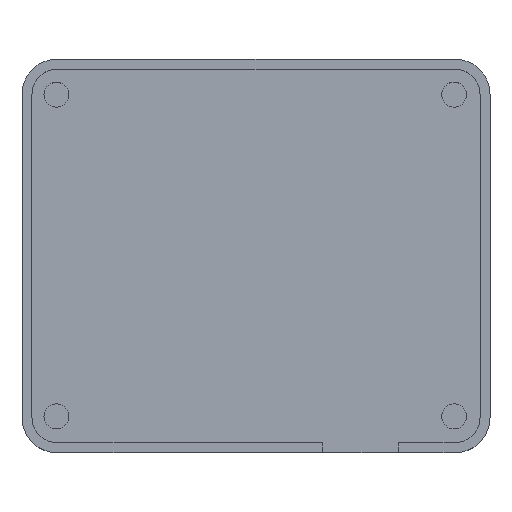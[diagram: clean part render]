
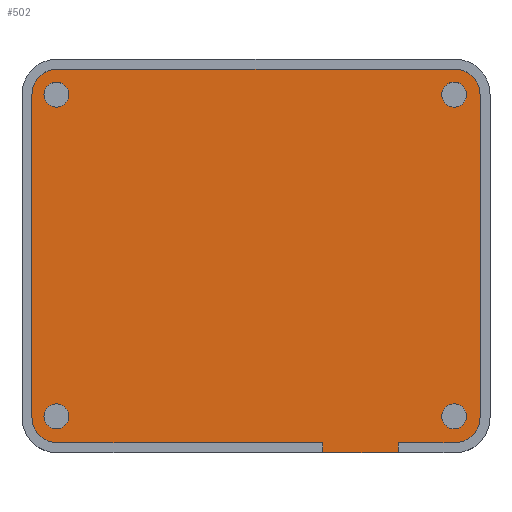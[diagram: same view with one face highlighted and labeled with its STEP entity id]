
A CAD part, top view. The second image highlights one B-rep face of the part: STEP entity #502.
In plain terms, the highlighted planar face has unit normal (0, 0, 1).
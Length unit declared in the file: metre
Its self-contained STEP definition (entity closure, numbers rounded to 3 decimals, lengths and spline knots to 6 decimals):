
#12=CIRCLE('',#531,0.005);
#14=CIRCLE('',#534,0.005);
#16=CIRCLE('',#537,0.005);
#18=CIRCLE('',#540,0.005);
#28=CIRCLE('',#562,0.0025);
#29=CIRCLE('',#563,0.0025);
#30=CIRCLE('',#564,0.0025);
#31=CIRCLE('',#565,0.0025);
#148=ORIENTED_EDGE('',*,*,#185,.F.);
#149=ORIENTED_EDGE('',*,*,#212,.T.);
#150=ORIENTED_EDGE('',*,*,#218,.T.);
#151=ORIENTED_EDGE('',*,*,#215,.F.);
#152=ORIENTED_EDGE('',*,*,#201,.F.);
#153=ORIENTED_EDGE('',*,*,#210,.F.);
#154=ORIENTED_EDGE('',*,*,#197,.F.);
#155=ORIENTED_EDGE('',*,*,#208,.F.);
#156=ORIENTED_EDGE('',*,*,#193,.F.);
#157=ORIENTED_EDGE('',*,*,#206,.F.);
#158=ORIENTED_EDGE('',*,*,#189,.F.);
#159=ORIENTED_EDGE('',*,*,#204,.F.);
#160=ORIENTED_EDGE('',*,*,#244,.F.);
#161=ORIENTED_EDGE('',*,*,#245,.F.);
#162=ORIENTED_EDGE('',*,*,#246,.F.);
#163=ORIENTED_EDGE('',*,*,#247,.F.);
#185=EDGE_CURVE('',#253,#254,#301,.T.);
#189=EDGE_CURVE('',#257,#258,#305,.T.);
#193=EDGE_CURVE('',#261,#262,#309,.T.);
#197=EDGE_CURVE('',#265,#266,#313,.T.);
#201=EDGE_CURVE('',#269,#270,#317,.T.);
#204=EDGE_CURVE('',#254,#257,#12,.F.);
#206=EDGE_CURVE('',#258,#261,#14,.F.);
#208=EDGE_CURVE('',#262,#265,#16,.F.);
#210=EDGE_CURVE('',#266,#269,#18,.F.);
#212=EDGE_CURVE('',#253,#272,#320,.T.);
#215=EDGE_CURVE('',#270,#274,#323,.T.);
#218=EDGE_CURVE('',#272,#274,#326,.T.);
#244=EDGE_CURVE('',#292,#292,#28,.T.);
#245=EDGE_CURVE('',#293,#293,#29,.T.);
#246=EDGE_CURVE('',#294,#294,#30,.T.);
#247=EDGE_CURVE('',#295,#295,#31,.T.);
#253=VERTEX_POINT('',#737);
#254=VERTEX_POINT('',#739);
#257=VERTEX_POINT('',#746);
#258=VERTEX_POINT('',#748);
#261=VERTEX_POINT('',#755);
#262=VERTEX_POINT('',#757);
#265=VERTEX_POINT('',#764);
#266=VERTEX_POINT('',#766);
#269=VERTEX_POINT('',#773);
#270=VERTEX_POINT('',#775);
#272=VERTEX_POINT('',#793);
#274=VERTEX_POINT('',#799);
#292=VERTEX_POINT('',#856);
#293=VERTEX_POINT('',#858);
#294=VERTEX_POINT('',#860);
#295=VERTEX_POINT('',#862);
#301=LINE('',#738,#345);
#305=LINE('',#747,#349);
#309=LINE('',#756,#353);
#313=LINE('',#765,#357);
#317=LINE('',#774,#361);
#320=LINE('',#792,#364);
#323=LINE('',#798,#367);
#326=LINE('',#804,#370);
#345=VECTOR('',#584,1.);
#349=VECTOR('',#590,1.);
#353=VECTOR('',#596,1.);
#357=VECTOR('',#602,1.);
#361=VECTOR('',#608,1.);
#364=VECTOR('',#637,1.);
#367=VECTOR('',#642,1.);
#370=VECTOR('',#647,1.);
#408=EDGE_LOOP('',(#148,#149,#150,#151,#152,#153,#154,#155,#156,#157,#158,
#159));
#409=EDGE_LOOP('',(#160));
#410=EDGE_LOOP('',(#161));
#411=EDGE_LOOP('',(#162));
#412=EDGE_LOOP('',(#163));
#446=FACE_BOUND('',#408,.T.);
#447=FACE_BOUND('',#409,.T.);
#448=FACE_BOUND('',#410,.T.);
#449=FACE_BOUND('',#411,.T.);
#450=FACE_BOUND('',#412,.T.);
#476=PLANE('',#561);
#502=ADVANCED_FACE('',(#446,#447,#448,#449,#450),#476,.T.);
#531=AXIS2_PLACEMENT_3D('',#780,#613,#614);
#534=AXIS2_PLACEMENT_3D('',#783,#619,#620);
#537=AXIS2_PLACEMENT_3D('',#786,#625,#626);
#540=AXIS2_PLACEMENT_3D('',#789,#631,#632);
#561=AXIS2_PLACEMENT_3D('',#854,#697,#698);
#562=AXIS2_PLACEMENT_3D('',#855,#699,#700);
#563=AXIS2_PLACEMENT_3D('',#857,#701,#702);
#564=AXIS2_PLACEMENT_3D('',#859,#703,#704);
#565=AXIS2_PLACEMENT_3D('',#861,#705,#706);
#584=DIRECTION('',(-1.,0.,0.));
#590=DIRECTION('',(0.,1.,0.));
#596=DIRECTION('',(1.,0.,0.));
#602=DIRECTION('',(0.,-1.,0.));
#608=DIRECTION('',(-1.,0.,0.));
#613=DIRECTION('',(0.,0.,1.));
#614=DIRECTION('',(1.,0.,0.));
#619=DIRECTION('',(0.,0.,1.));
#620=DIRECTION('',(1.,0.,0.));
#625=DIRECTION('',(0.,0.,1.));
#626=DIRECTION('',(1.,0.,0.));
#631=DIRECTION('',(0.,0.,1.));
#632=DIRECTION('',(1.,0.,0.));
#637=DIRECTION('',(0.,-1.,0.));
#642=DIRECTION('',(0.,-1.,0.));
#647=DIRECTION('',(1.,0.,0.));
#697=DIRECTION('',(0.,0.,1.));
#698=DIRECTION('',(1.,0.,0.));
#699=DIRECTION('',(0.,0.,1.));
#700=DIRECTION('',(1.,0.,0.));
#701=DIRECTION('',(0.,0.,1.));
#702=DIRECTION('',(1.,0.,0.));
#703=DIRECTION('',(0.,0.,1.));
#704=DIRECTION('',(1.,0.,0.));
#705=DIRECTION('',(0.,0.,1.));
#706=DIRECTION('',(1.,0.,0.));
#737=CARTESIAN_POINT('',(0.014763,-0.037349,0.));
#738=CARTESIAN_POINT('',(0.001395,-0.037349,0.));
#739=CARTESIAN_POINT('',(-0.038605,-0.037349,0.));
#746=CARTESIAN_POINT('',(-0.043605,-0.032349,0.));
#747=CARTESIAN_POINT('',(-0.043605,0.000151,0.));
#748=CARTESIAN_POINT('',(-0.043605,0.032651,0.));
#755=CARTESIAN_POINT('',(-0.038605,0.037651,0.));
#756=CARTESIAN_POINT('',(0.001395,0.037651,0.));
#757=CARTESIAN_POINT('',(0.041395,0.037651,0.));
#764=CARTESIAN_POINT('',(0.046395,0.032651,0.));
#765=CARTESIAN_POINT('',(0.046395,0.000151,0.));
#766=CARTESIAN_POINT('',(0.046395,-0.032349,0.));
#773=CARTESIAN_POINT('',(0.041395,-0.037349,0.));
#774=CARTESIAN_POINT('',(0.001395,-0.037349,0.));
#775=CARTESIAN_POINT('',(0.030003,-0.037349,0.));
#780=CARTESIAN_POINT('',(-0.038605,-0.032349,0.));
#783=CARTESIAN_POINT('',(-0.038605,0.032651,0.));
#786=CARTESIAN_POINT('',(0.041395,0.032651,0.));
#789=CARTESIAN_POINT('',(0.041395,-0.032349,0.));
#792=CARTESIAN_POINT('',(0.014763,-0.038349,0.));
#793=CARTESIAN_POINT('',(0.014763,-0.039349,0.));
#798=CARTESIAN_POINT('',(0.030003,-0.038349,0.));
#799=CARTESIAN_POINT('',(0.030003,-0.039349,0.));
#804=CARTESIAN_POINT('',(-0.011921,-0.039349,0.));
#854=CARTESIAN_POINT('',(0.001395,0.000151,0.));
#855=CARTESIAN_POINT('',(-0.038705,-0.032049,0.));
#856=CARTESIAN_POINT('',(-0.036205,-0.032049,0.));
#857=CARTESIAN_POINT('',(0.041195,-0.032049,0.));
#858=CARTESIAN_POINT('',(0.043695,-0.032049,0.));
#859=CARTESIAN_POINT('',(0.041195,0.032551,0.));
#860=CARTESIAN_POINT('',(0.043695,0.032551,0.));
#861=CARTESIAN_POINT('',(-0.038705,0.032551,0.));
#862=CARTESIAN_POINT('',(-0.036205,0.032551,0.));
